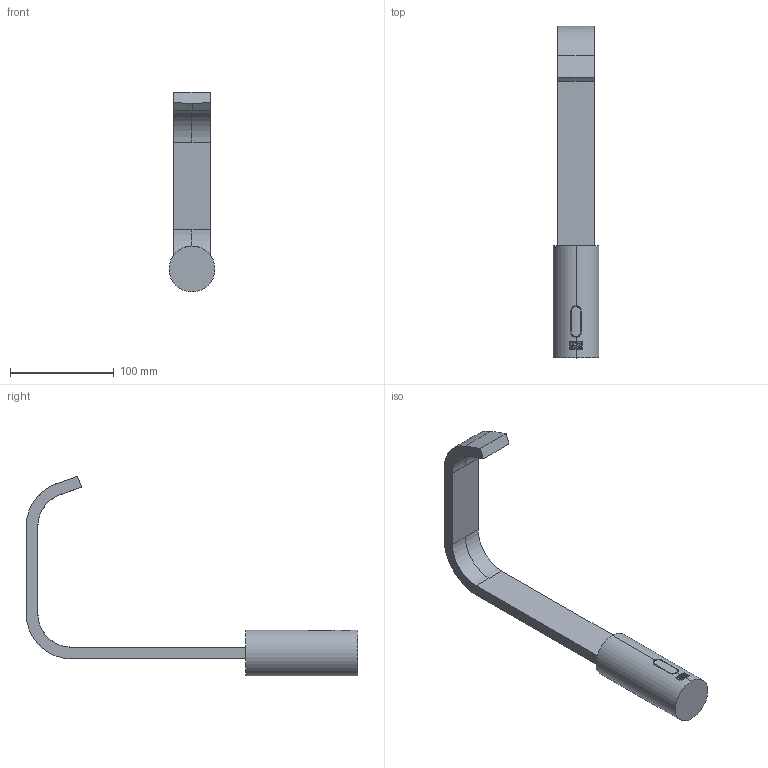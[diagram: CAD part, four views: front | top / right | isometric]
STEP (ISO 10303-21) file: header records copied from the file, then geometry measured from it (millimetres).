
FILE_DESCRIPTION (( 'STEP AP214' ), '1' );
FILE_NAME ('WT-EHM-+-44.521.670-01.STEP', '2021-11-29T11:38:44', ( '' ), ( '' ), 'SwSTEP 2.0', 'SolidWorks 2020', '' );
FILE_SCHEMA (( 'AUTOMOTIVE_DESIGN' ));
Length unit declared in the file: millimetre
Products named in the file (4): Koerper-+-09.19.66.029-01_K001_PDB_091966029-00; WT-EHM-+-44.521.670-01; Rohr-+-09.28.22.267.94-01_K001_ohne Laserung; Infrarot Sensorik-+-09.10.01.247.90_Nur Sensor
Assembly tree (3 placements, depth 2):
  WT-EHM-+-44.521.670-01
    Infrarot Sensorik-+-09.10.01.247.90_Nur Sensor
    Rohr-+-09.28.22.267.94-01_K001_ohne Laserung
    Koerper-+-09.19.66.029-01_K001_PDB_091966029-00
Bounding box: 44.2 x 319.18 x 192.4 mm (x, y, z)
Volume: 308089 mm3; surface area: 60826.5 mm2
Topology: 2 solids, 6 shells, 232 faces, 614 edges, 405 vertices
Faces by surface type: plane 131, cylinder 47, bspline 42, cone 6, torus 6
Entity records: 9201 total; most frequent: CARTESIAN_POINT 3709, ORIENTED_EDGE 1177, DIRECTION 975, EDGE_CURVE 608, VERTEX_POINT 405, AXIS2_PLACEMENT_3D 326, LINE 323, VECTOR 323
